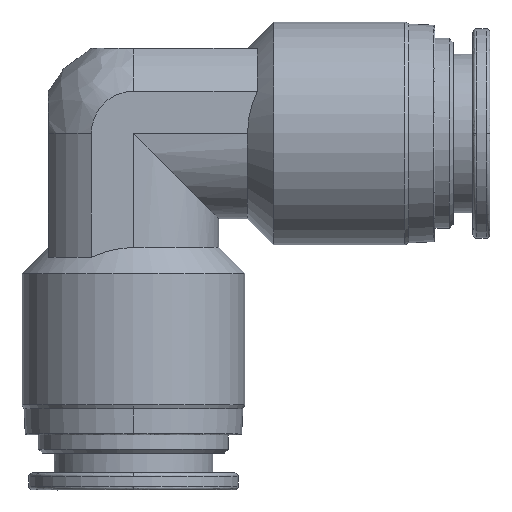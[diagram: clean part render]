
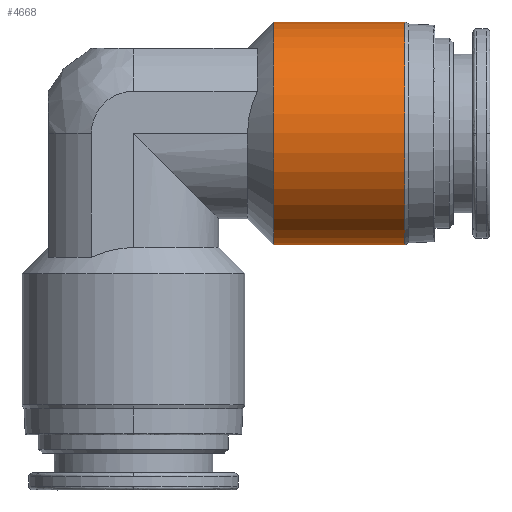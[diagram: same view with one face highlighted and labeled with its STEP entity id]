
A CAD part, left-side view. The second image highlights one B-rep face of the part: STEP entity #4668.
In plain terms, the highlighted cylindrical face has radius 8.5 mm (diameter 17 mm), a partial arc.
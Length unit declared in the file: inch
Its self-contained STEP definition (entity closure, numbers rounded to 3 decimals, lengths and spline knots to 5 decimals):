
#157 = DIRECTION ( 'NONE',  ( 0., 0., -1. ) ) ;
#216 = CARTESIAN_POINT ( 'NONE',  ( -1.1811, -0.42126, 0. ) ) ;
#329 = AXIS2_PLACEMENT_3D ( 'NONE', #1028, #5519, #687 ) ;
#364 = EDGE_CURVE ( 'NONE', #4849, #6040, #2401, .T. ) ;
#479 = EDGE_CURVE ( 'NONE', #6040, #945, #567, .T. ) ;
#510 = CARTESIAN_POINT ( 'NONE',  ( -1.1811, -0.81496, 0.33465 ) ) ;
#567 = CIRCLE ( 'NONE', #1589, 0.33465 ) ;
#687 = DIRECTION ( 'NONE',  ( 0., 0., -1. ) ) ;
#945 = VERTEX_POINT ( 'NONE', #510 ) ;
#1022 = ORIENTED_EDGE ( 'NONE', *, *, #479, .T. ) ;
#1028 = CARTESIAN_POINT ( 'NONE',  ( -1.1811, -0.07874, 0. ) ) ;
#1273 = CYLINDRICAL_SURFACE ( 'NONE', #329, 0.33465 ) ;
#1589 = AXIS2_PLACEMENT_3D ( 'NONE', #6034, #3586, #157 ) ;
#1826 = EDGE_CURVE ( 'NONE', #2570, #4849, #3418, .T. ) ;
#2087 = EDGE_CURVE ( 'NONE', #2570, #945, #6356, .T. ) ;
#2275 = DIRECTION ( 'NONE',  ( 0., 0., -1. ) ) ;
#2401 = LINE ( 'NONE', #3983, #2571 ) ;
#2498 = DIRECTION ( 'NONE',  ( 0., -1., 0. ) ) ;
#2570 = VERTEX_POINT ( 'NONE', #3679 ) ;
#2571 = VECTOR ( 'NONE', #2980, 39.37008 ) ;
#2681 = AXIS2_PLACEMENT_3D ( 'NONE', #216, #5710, #2275 ) ;
#2710 = ORIENTED_EDGE ( 'NONE', *, *, #1826, .T. ) ;
#2795 = FACE_OUTER_BOUND ( 'NONE', #6191, .T. ) ;
#2815 = CARTESIAN_POINT ( 'NONE',  ( -1.1811, -0.42126, -0.33465 ) ) ;
#2980 = DIRECTION ( 'NONE',  ( 0., -1., 0. ) ) ;
#3376 = CARTESIAN_POINT ( 'NONE',  ( -1.1811, -0.07874, 0.33465 ) ) ;
#3418 = CIRCLE ( 'NONE', #2681, 0.33465 ) ;
#3506 = ORIENTED_EDGE ( 'NONE', *, *, #2087, .F. ) ;
#3586 = DIRECTION ( 'NONE',  ( 0., 1., 0. ) ) ;
#3679 = CARTESIAN_POINT ( 'NONE',  ( -1.1811, -0.42126, 0.33465 ) ) ;
#3707 = CARTESIAN_POINT ( 'NONE',  ( -1.1811, -0.81496, -0.33465 ) ) ;
#3708 = ORIENTED_EDGE ( 'NONE', *, *, #364, .T. ) ;
#3983 = CARTESIAN_POINT ( 'NONE',  ( -1.1811, -0.07874, -0.33465 ) ) ;
#4569 = VECTOR ( 'NONE', #2498, 39.37008 ) ;
#4668 = ADVANCED_FACE ( 'NONE', ( #2795 ), #1273, .T. ) ;
#4849 = VERTEX_POINT ( 'NONE', #2815 ) ;
#5519 = DIRECTION ( 'NONE',  ( 0., -1., 0. ) ) ;
#5710 = DIRECTION ( 'NONE',  ( 0., -1., 0. ) ) ;
#6034 = CARTESIAN_POINT ( 'NONE',  ( -1.1811, -0.81496, 0. ) ) ;
#6040 = VERTEX_POINT ( 'NONE', #3707 ) ;
#6191 = EDGE_LOOP ( 'NONE', ( #3506, #2710, #3708, #1022 ) ) ;
#6356 = LINE ( 'NONE', #3376, #4569 ) ;
